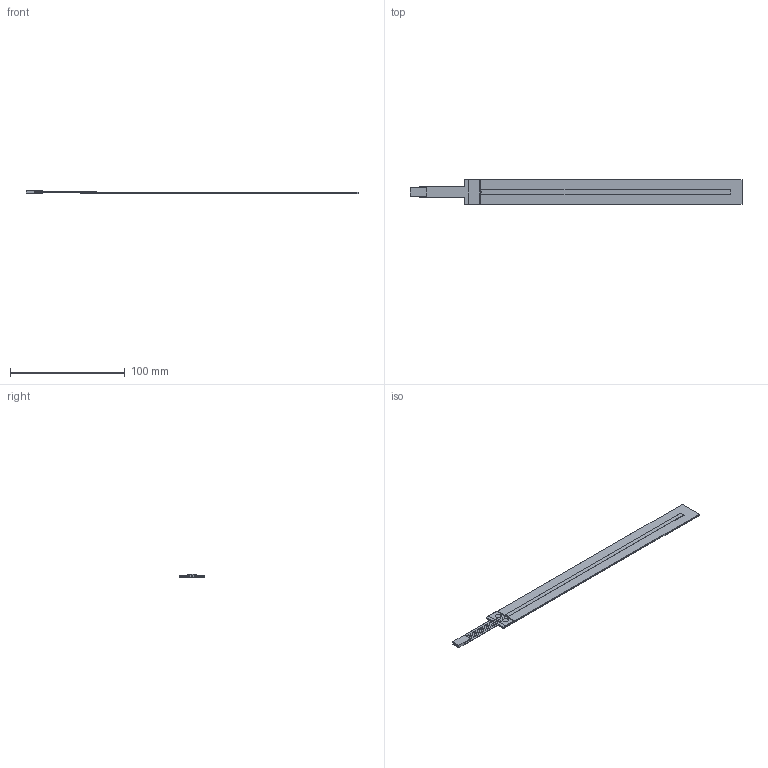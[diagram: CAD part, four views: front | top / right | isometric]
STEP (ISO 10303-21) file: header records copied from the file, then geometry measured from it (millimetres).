
FILE_DESCRIPTION (( 'STEP AP214' ), '1' );
FILE_NAME ('0435_LFP_200.STEP', '2013-07-15T10:49:57', ( 'dummy' ), ( '' ), 'SwSTEP 2.0', 'SolidWorks 2013', '' );
FILE_SCHEMA (( 'AUTOMOTIVE_DESIGN' ));
Length unit declared in the file: millimetre
Products named in the file (1): 0435_LFP_200
Bounding box: 289.9 x 21 x 2.76 mm (x, y, z)
Surface area: 17854 mm2 (no closed solid volume)
Topology: 0 solids, 8 shells, 69 faces, 323 edges, 242 vertices
Faces by surface type: plane 67, cylinder 2
Entity records: 3954 total; most frequent: CARTESIAN_POINT 635, DIRECTION 473, ORIENTED_EDGE 470, EDGE_CURVE 323, LINE 313, VECTOR 313, VERTEX_POINT 242, EDGE_LOOP 82
